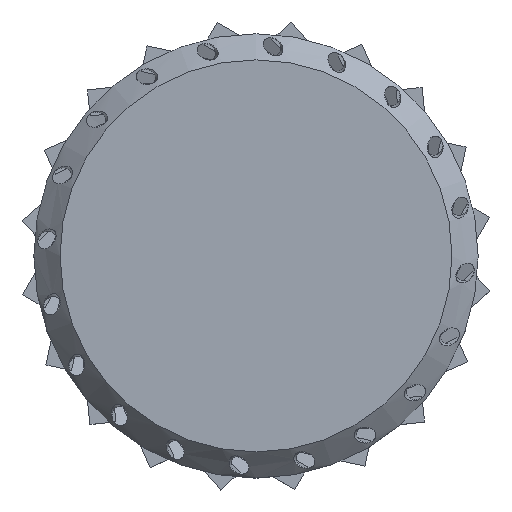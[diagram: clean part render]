
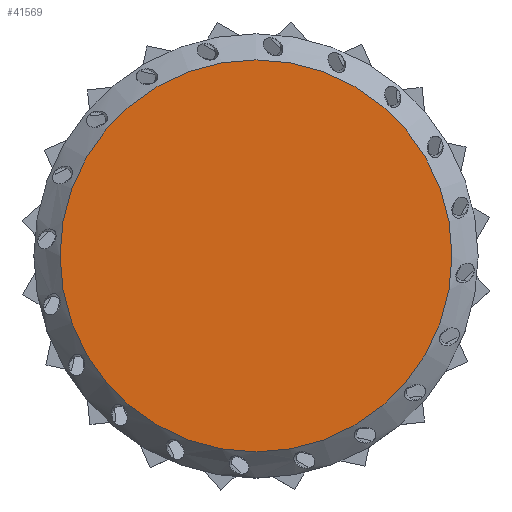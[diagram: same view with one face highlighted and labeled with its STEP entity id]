
A CAD part, top view. The second image highlights one B-rep face of the part: STEP entity #41569.
In plain terms, the highlighted planar face has unit normal (0, 0, 1).
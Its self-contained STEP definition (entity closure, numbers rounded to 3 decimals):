
#10450 = CONICAL_SURFACE('',#10451,15.,0.785);
#10451 = AXIS2_PLACEMENT_3D('',#10452,#10453,#10454);
#10452 = CARTESIAN_POINT('',(0.,0.,5.));
#10453 = DIRECTION('',(-0.,-0.,-1.));
#10454 = DIRECTION('',(0.,1.,-0.));
#32002 = VERTEX_POINT('',#32003);
#32003 = CARTESIAN_POINT('',(0.,15.,5.));
#32024 = EDGE_CURVE('',#32002,#32002,#32025,.T.);
#32025 = SURFACE_CURVE('',#32026,(#32031,#32038),.PCURVE_S1.);
#32026 = CIRCLE('',#32027,15.);
#32027 = AXIS2_PLACEMENT_3D('',#32028,#32029,#32030);
#32028 = CARTESIAN_POINT('',(0.,0.,5.));
#32029 = DIRECTION('',(0.,-0.,1.));
#32030 = DIRECTION('',(0.,1.,0.));
#32031 = PCURVE('',#10450,#32032);
#32032 = DEFINITIONAL_REPRESENTATION('',(#32033),#32037);
#32033 = LINE('',#32034,#32035);
#32034 = CARTESIAN_POINT('',(-0.,0.));
#32035 = VECTOR('',#32036,1.);
#32036 = DIRECTION('',(-1.,0.));
#32037 = ( GEOMETRIC_REPRESENTATION_CONTEXT(2) 
PARAMETRIC_REPRESENTATION_CONTEXT() REPRESENTATION_CONTEXT('2D SPACE',''
  ) );
#32038 = PCURVE('',#32039,#32044);
#32039 = PLANE('',#32040);
#32040 = AXIS2_PLACEMENT_3D('',#32041,#32042,#32043);
#32041 = CARTESIAN_POINT('',(0.,0.,5.));
#32042 = DIRECTION('',(0.,0.,1.));
#32043 = DIRECTION('',(0.,1.,-0.));
#32044 = DEFINITIONAL_REPRESENTATION('',(#32045),#32049);
#32045 = CIRCLE('',#32046,15.);
#32046 = AXIS2_PLACEMENT_2D('',#32047,#32048);
#32047 = CARTESIAN_POINT('',(0.,0.));
#32048 = DIRECTION('',(1.,-0.));
#32049 = ( GEOMETRIC_REPRESENTATION_CONTEXT(2) 
PARAMETRIC_REPRESENTATION_CONTEXT() REPRESENTATION_CONTEXT('2D SPACE',''
  ) );
#41569 = ADVANCED_FACE('',(#41570),#32039,.T.);
#41570 = FACE_BOUND('',#41571,.F.);
#41571 = EDGE_LOOP('',(#41572));
#41572 = ORIENTED_EDGE('',*,*,#32024,.F.);
